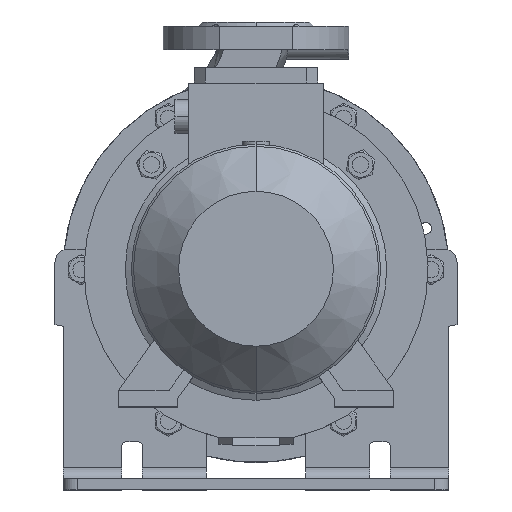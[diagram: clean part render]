
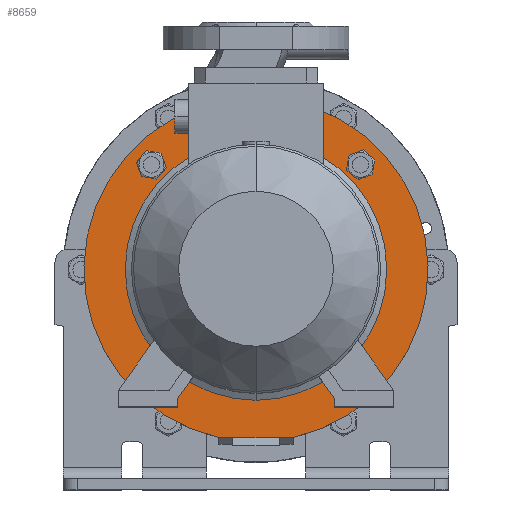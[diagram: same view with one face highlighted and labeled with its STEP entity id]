
A CAD part, top view. The second image highlights one B-rep face of the part: STEP entity #8659.
In plain terms, the highlighted planar face has unit normal (0, 0, 1).
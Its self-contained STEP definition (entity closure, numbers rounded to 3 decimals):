
#257 = CARTESIAN_POINT ( 'NONE',  ( -76.014, 76.014, 172. ) ) ;
#797 = EDGE_CURVE ( 'NONE', #53370, #4299, #36192, .T. ) ;
#1222 = EDGE_LOOP ( 'NONE', ( #30424, #39775, #44748 ) ) ;
#1378 = DIRECTION ( 'NONE',  ( 0., -1., 0. ) ) ;
#2301 = CARTESIAN_POINT ( 'NONE',  ( -67.126, 74.447, 172. ) ) ;
#2662 = FACE_BOUND ( 'NONE', #30280, .T. ) ;
#2858 = DIRECTION ( 'NONE',  ( 0., 0., -1. ) ) ;
#3014 = AXIS2_PLACEMENT_3D ( 'NONE', #21982, #13586, #22164 ) ;
#3064 = VECTOR ( 'NONE', #21809, 1000. ) ;
#3250 = VERTEX_POINT ( 'NONE', #12642 ) ;
#3684 = LINE ( 'NONE', #22180, #3064 ) ;
#4066 = CARTESIAN_POINT ( 'NONE',  ( 74.447, 67.126, 172. ) ) ;
#4197 = DIRECTION ( 'NONE',  ( 0., -1., 0. ) ) ;
#4299 = VERTEX_POINT ( 'NONE', #4066 ) ;
#4881 = EDGE_CURVE ( 'NONE', #3250, #13779, #46206, .T. ) ;
#5082 = EDGE_LOOP ( 'NONE', ( #22977, #47805 ) ) ;
#8121 = AXIS2_PLACEMENT_3D ( 'NONE', #15124, #44899, #19190 ) ;
#8369 = CIRCLE ( 'NONE', #49314, 9.025 ) ;
#8659 = ADVANCED_FACE ( 'NONE', ( #55540, #10033, #20709, #9413, #48262, #2662 ), #52691, .T. ) ;
#8843 = VERTEX_POINT ( 'NONE', #2301 ) ;
#9413 = FACE_BOUND ( 'NONE', #16862, .T. ) ;
#9657 = DIRECTION ( 'NONE',  ( 0., -1., 0. ) ) ;
#10003 = DIRECTION ( 'NONE',  ( 0., 0., 1. ) ) ;
#10033 = FACE_BOUND ( 'NONE', #5082, .T. ) ;
#10268 = VERTEX_POINT ( 'NONE', #22338 ) ;
#10325 = AXIS2_PLACEMENT_3D ( 'NONE', #19608, #15539, #28787 ) ;
#10472 = VERTEX_POINT ( 'NONE', #45404 ) ;
#11879 = EDGE_LOOP ( 'NONE', ( #32401, #33655 ) ) ;
#12445 = DIRECTION ( 'NONE',  ( 0., -1., 0. ) ) ;
#12642 = CARTESIAN_POINT ( 'NONE',  ( 0., 95., 172. ) ) ;
#12725 = CIRCLE ( 'NONE', #8121, 9.025 ) ;
#13051 = DIRECTION ( 'NONE',  ( 0., 0., -1. ) ) ;
#13247 = DIRECTION ( 'NONE',  ( 0., -1., 0. ) ) ;
#13586 = DIRECTION ( 'NONE',  ( 0., 0., -1. ) ) ;
#13779 = VERTEX_POINT ( 'NONE', #20698 ) ;
#13876 = EDGE_CURVE ( 'NONE', #44523, #14335, #15716, .T. ) ;
#14164 = AXIS2_PLACEMENT_3D ( 'NONE', #257, #34923, #9657 ) ;
#14239 = CARTESIAN_POINT ( 'NONE',  ( -27.221, -122., 172. ) ) ;
#14335 = VERTEX_POINT ( 'NONE', #51863 ) ;
#15124 = CARTESIAN_POINT ( 'NONE',  ( 76.014, 76.014, 172. ) ) ;
#15509 = EDGE_CURVE ( 'NONE', #39957, #10268, #24288, .T. ) ;
#15539 = DIRECTION ( 'NONE',  ( 0., 0., -1. ) ) ;
#15610 = DIRECTION ( 'NONE',  ( 0., 1., 0. ) ) ;
#15716 = CIRCLE ( 'NONE', #51775, 125. ) ;
#16472 = EDGE_CURVE ( 'NONE', #10268, #39957, #27423, .T. ) ;
#16754 = CARTESIAN_POINT ( 'NONE',  ( 0., 0., 172. ) ) ;
#16862 = EDGE_LOOP ( 'NONE', ( #53084, #46148 ) ) ;
#18111 = DIRECTION ( 'NONE',  ( 0., 0., -1. ) ) ;
#18206 = CARTESIAN_POINT ( 'NONE',  ( -84.902, 77.581, 172. ) ) ;
#18891 = EDGE_CURVE ( 'NONE', #13779, #3250, #39110, .T. ) ;
#19190 = DIRECTION ( 'NONE',  ( 0., -1., 0. ) ) ;
#19608 = CARTESIAN_POINT ( 'NONE',  ( -76.014, -76.014, 172. ) ) ;
#20698 = CARTESIAN_POINT ( 'NONE',  ( 0., -95., 172. ) ) ;
#20709 = FACE_BOUND ( 'NONE', #11879, .T. ) ;
#21809 = DIRECTION ( 'NONE',  ( 1., 0., 0. ) ) ;
#21982 = CARTESIAN_POINT ( 'NONE',  ( 0., 0., 172. ) ) ;
#22074 = DIRECTION ( 'NONE',  ( 0., 1., 0. ) ) ;
#22164 = DIRECTION ( 'NONE',  ( 0., 1., 0. ) ) ;
#22180 = CARTESIAN_POINT ( 'NONE',  ( -125., -122., 172. ) ) ;
#22268 = EDGE_CURVE ( 'NONE', #31237, #44523, #33420, .T. ) ;
#22338 = CARTESIAN_POINT ( 'NONE',  ( -74.447, -67.126, 172. ) ) ;
#22371 = VERTEX_POINT ( 'NONE', #34768 ) ;
#22641 = CARTESIAN_POINT ( 'NONE',  ( 0., 0., 172. ) ) ;
#22977 = ORIENTED_EDGE ( 'NONE', *, *, #29258, .T. ) ;
#23816 = CARTESIAN_POINT ( 'NONE',  ( 0., 0., 172. ) ) ;
#24036 = AXIS2_PLACEMENT_3D ( 'NONE', #46933, #29664, #50694 ) ;
#24248 = AXIS2_PLACEMENT_3D ( 'NONE', #52599, #18111, #26927 ) ;
#24288 = CIRCLE ( 'NONE', #10325, 9.025 ) ;
#25076 = VERTEX_POINT ( 'NONE', #18206 ) ;
#25810 = AXIS2_PLACEMENT_3D ( 'NONE', #34008, #13051, #4197 ) ;
#25948 = CARTESIAN_POINT ( 'NONE',  ( 76.014, -76.014, 172. ) ) ;
#26252 = CIRCLE ( 'NONE', #24036, 9.025 ) ;
#26927 = DIRECTION ( 'NONE',  ( 0., -1., 0. ) ) ;
#27066 = ORIENTED_EDGE ( 'NONE', *, *, #4881, .T. ) ;
#27423 = CIRCLE ( 'NONE', #25810, 9.025 ) ;
#27713 = EDGE_CURVE ( 'NONE', #10472, #22371, #8369, .T. ) ;
#28370 = CARTESIAN_POINT ( 'NONE',  ( 0., 125., 172. ) ) ;
#28787 = DIRECTION ( 'NONE',  ( 0., -1., 0. ) ) ;
#29258 = EDGE_CURVE ( 'NONE', #4299, #53370, #12725, .T. ) ;
#29349 = ORIENTED_EDGE ( 'NONE', *, *, #18891, .T. ) ;
#29664 = DIRECTION ( 'NONE',  ( 0., 0., -1. ) ) ;
#30280 = EDGE_LOOP ( 'NONE', ( #27066, #29349 ) ) ;
#30424 = ORIENTED_EDGE ( 'NONE', *, *, #36267, .T. ) ;
#31237 = VERTEX_POINT ( 'NONE', #14239 ) ;
#32300 = EDGE_LOOP ( 'NONE', ( #48772, #51692 ) ) ;
#32401 = ORIENTED_EDGE ( 'NONE', *, *, #38377, .T. ) ;
#32608 = CARTESIAN_POINT ( 'NONE',  ( -77.581, -84.902, 172. ) ) ;
#33420 = CIRCLE ( 'NONE', #54233, 125. ) ;
#33655 = ORIENTED_EDGE ( 'NONE', *, *, #27713, .T. ) ;
#34008 = CARTESIAN_POINT ( 'NONE',  ( -76.014, -76.014, 172. ) ) ;
#34554 = EDGE_CURVE ( 'NONE', #25076, #8843, #50247, .T. ) ;
#34768 = CARTESIAN_POINT ( 'NONE',  ( 67.126, -74.447, 172. ) ) ;
#34923 = DIRECTION ( 'NONE',  ( 0., 0., -1. ) ) ;
#35851 = CIRCLE ( 'NONE', #48583, 9.025 ) ;
#36192 = CIRCLE ( 'NONE', #24248, 9.025 ) ;
#36267 = EDGE_CURVE ( 'NONE', #31237, #14335, #3684, .T. ) ;
#37535 = DIRECTION ( 'NONE',  ( 0., 0., -1. ) ) ;
#38377 = EDGE_CURVE ( 'NONE', #22371, #10472, #35851, .T. ) ;
#38905 = DIRECTION ( 'NONE',  ( 0., 0., -1. ) ) ;
#39110 = CIRCLE ( 'NONE', #3014, 95. ) ;
#39775 = ORIENTED_EDGE ( 'NONE', *, *, #13876, .F. ) ;
#39957 = VERTEX_POINT ( 'NONE', #32608 ) ;
#40579 = EDGE_CURVE ( 'NONE', #8843, #25076, #26252, .T. ) ;
#43737 = CARTESIAN_POINT ( 'NONE',  ( 0., 125., 172. ) ) ;
#43861 = DIRECTION ( 'NONE',  ( 0., 0., -1. ) ) ;
#43976 = AXIS2_PLACEMENT_3D ( 'NONE', #43737, #10003, #1378 ) ;
#44523 = VERTEX_POINT ( 'NONE', #28370 ) ;
#44748 = ORIENTED_EDGE ( 'NONE', *, *, #22268, .F. ) ;
#44899 = DIRECTION ( 'NONE',  ( 0., 0., -1. ) ) ;
#45404 = CARTESIAN_POINT ( 'NONE',  ( 84.902, -77.581, 172. ) ) ;
#46148 = ORIENTED_EDGE ( 'NONE', *, *, #15509, .T. ) ;
#46206 = CIRCLE ( 'NONE', #49974, 95. ) ;
#46933 = CARTESIAN_POINT ( 'NONE',  ( -76.014, 76.014, 172. ) ) ;
#47805 = ORIENTED_EDGE ( 'NONE', *, *, #797, .T. ) ;
#48262 = FACE_OUTER_BOUND ( 'NONE', #1222, .T. ) ;
#48583 = AXIS2_PLACEMENT_3D ( 'NONE', #55087, #37535, #12445 ) ;
#48772 = ORIENTED_EDGE ( 'NONE', *, *, #40579, .T. ) ;
#49314 = AXIS2_PLACEMENT_3D ( 'NONE', #25948, #38905, #13247 ) ;
#49423 = CARTESIAN_POINT ( 'NONE',  ( 77.581, 84.902, 172. ) ) ;
#49974 = AXIS2_PLACEMENT_3D ( 'NONE', #22641, #43861, #22074 ) ;
#50247 = CIRCLE ( 'NONE', #14164, 9.025 ) ;
#50694 = DIRECTION ( 'NONE',  ( 0., -1., 0. ) ) ;
#50715 = DIRECTION ( 'NONE',  ( 0., 0., -1. ) ) ;
#51692 = ORIENTED_EDGE ( 'NONE', *, *, #34554, .T. ) ;
#51775 = AXIS2_PLACEMENT_3D ( 'NONE', #23816, #2858, #15610 ) ;
#51863 = CARTESIAN_POINT ( 'NONE',  ( 27.221, -122., 172. ) ) ;
#52599 = CARTESIAN_POINT ( 'NONE',  ( 76.014, 76.014, 172. ) ) ;
#52691 = PLANE ( 'NONE',  #43976 ) ;
#53084 = ORIENTED_EDGE ( 'NONE', *, *, #16472, .T. ) ;
#53370 = VERTEX_POINT ( 'NONE', #49423 ) ;
#54233 = AXIS2_PLACEMENT_3D ( 'NONE', #16754, #50715, #54397 ) ;
#54397 = DIRECTION ( 'NONE',  ( 0., 1., 0. ) ) ;
#55087 = CARTESIAN_POINT ( 'NONE',  ( 76.014, -76.014, 172. ) ) ;
#55540 = FACE_BOUND ( 'NONE', #32300, .T. ) ;
